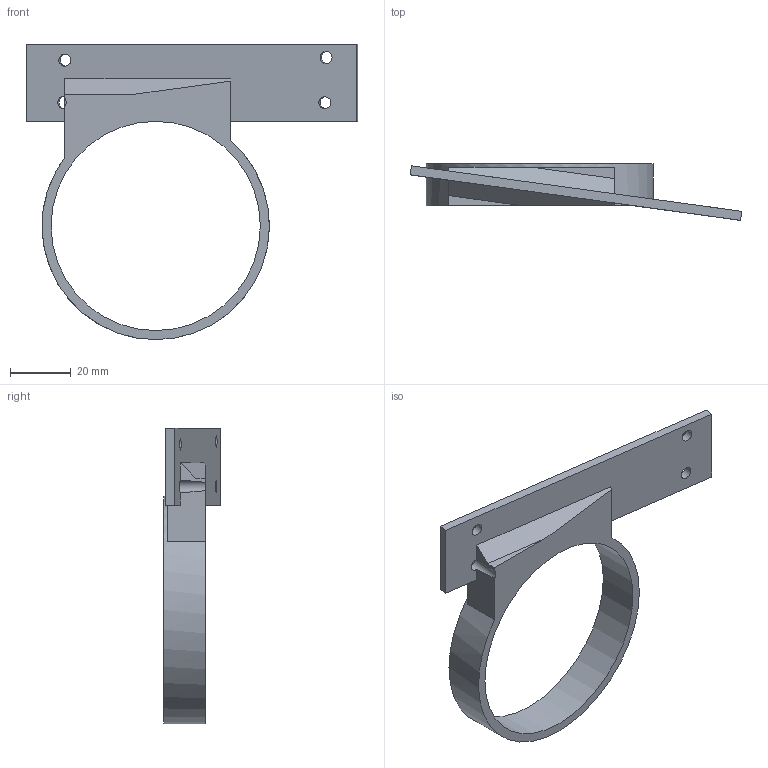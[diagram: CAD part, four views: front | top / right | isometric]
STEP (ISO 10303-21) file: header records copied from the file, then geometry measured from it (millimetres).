
FILE_DESCRIPTION(/* description */ ('STEP AP242','CAx-IF Rec.Pracs.---Representation and Presentation of Product Manufacturing Information (PMI)---4.0---2014-10-13','CAx-IF Rec.Pracs.---3D Tessellated Geometry---0.4---2014-09-14','2;1'),/* implementation_level */ '2;1');
FILE_NAME(/* name */ '6699421aa0b5fe5525307b43',/* time_stamp */ '2024-07-18T16:26:02Z',/* author */ (''),/* organization */ (''),/* preprocessor_version */ 'ST-DEVELOPER v20',/* originating_system */ ' ',/* authorisation */ ' ');
FILE_SCHEMA (('AP242_MANAGED_MODEL_BASED_3D_ENGINEERING_MIM_LF { 1 0 10303 442 1 1 4 }'));
Length unit declared in the file: metre
Products named in the file (1): Part 1
Bounding box: 109.38 x 18.77 x 97.4 mm (x, y, z)
Volume: 24052.8 mm3; surface area: 13913.4 mm2
Topology: 1 solids, 1 shells, 24 faces, 69 edges, 45 vertices
Faces by surface type: plane 18, cylinder 6
Full cylindrical faces by diameter (mm): 4 x4, 69 x1, 75 x1
Entity records: 780 total; most frequent: CARTESIAN_POINT 129, DIRECTION 128, ORIENTED_EDGE 122, EDGE_CURVE 61, LINE 44, VECTOR 44, VERTEX_POINT 43, AXIS2_PLACEMENT_3D 42
